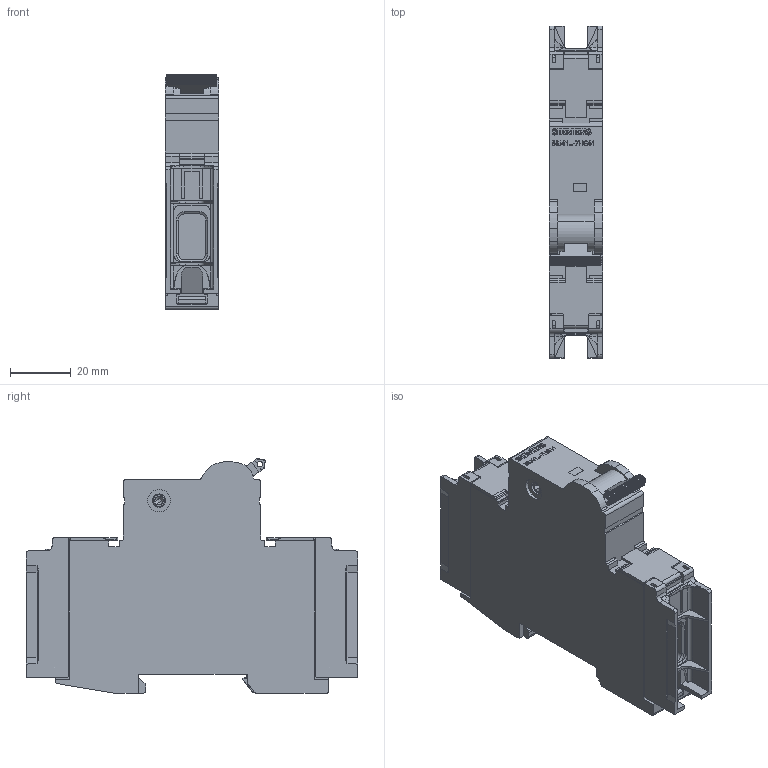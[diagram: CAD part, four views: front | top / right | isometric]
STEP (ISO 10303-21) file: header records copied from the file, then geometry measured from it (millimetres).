
FILE_DESCRIPTION(('STEP AP214'),'1');
FILE_NAME('cctmp_97425AEF-3569-4BEA-AB76-2C11A591EE08_2023_07_22_08_19_59_0053..stp','2023-07-22T06:20:00',('SIEMENS A&D'),('CADClick - www.CADClick.com'),'Spatial InterOp 3D postprocessed',' ','unknown authorization');
FILE_SCHEMA(('AUTOMOTIVE_DESIGN'));
Length unit declared in the file: millimetre
Products named in the file (3): cc_unnamed; 2023_07_22_08_19_59_0003; 2023_07_22_08_19_58_0999
Assembly tree (2 placements, depth 2):
  cc_unnamed
    2023_07_22_08_19_59_0003
    2023_07_22_08_19_58_0999
Bounding box: 17.6 x 108.8 x 76.99 mm (x, y, z)
Volume: 94146.4 mm3; surface area: 24576.8 mm2
Topology: 2 solids, 6 shells, 1071 faces, 3026 edges, 1974 vertices
Faces by surface type: plane 632, cylinder 230, cone 92, torus 45, bspline 44, extrusion 28
Entity records: 40212 total; most frequent: CARTESIAN_POINT 9095, ORIENTED_EDGE 6012, DIRECTION 5594, EDGE_CURVE 3006, VECTOR 2008, LINE 1980, VERTEX_POINT 1974, AXIS2_PLACEMENT_3D 1793
